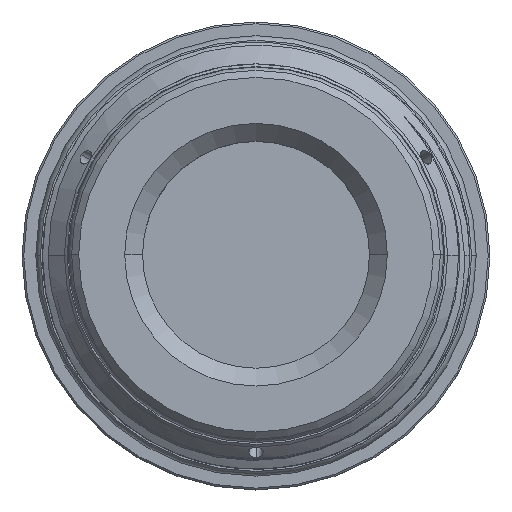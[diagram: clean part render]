
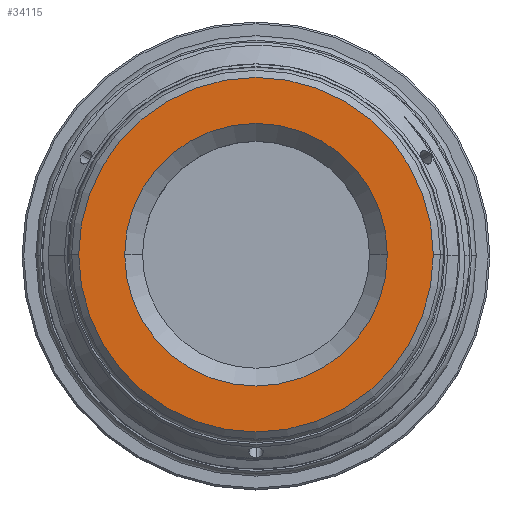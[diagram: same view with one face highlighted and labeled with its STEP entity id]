
A CAD part, top view. The second image highlights one B-rep face of the part: STEP entity #34115.
In plain terms, the highlighted planar face has unit normal (0, 0, 1).
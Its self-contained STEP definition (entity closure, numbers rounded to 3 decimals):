
#2212 = DIRECTION ( 'NONE',  ( 0., 0., -1. ) ) ;
#3571 = EDGE_CURVE ( 'NONE', #9434, #6008, #11396, .T. ) ;
#6008 = VERTEX_POINT ( 'NONE', #51443 ) ;
#6347 = DIRECTION ( 'NONE',  ( 0., 0., -1. ) ) ;
#6394 = CARTESIAN_POINT ( 'NONE',  ( 0., 0., 52.45 ) ) ;
#7195 = PLANE ( 'NONE',  #27697 ) ;
#8746 = EDGE_LOOP ( 'NONE', ( #54287, #52775 ) ) ;
#9434 = VERTEX_POINT ( 'NONE', #19426 ) ;
#10503 = DIRECTION ( 'NONE',  ( 0., 0., -1. ) ) ;
#10539 = DIRECTION ( 'NONE',  ( 0., 0., -1. ) ) ;
#11148 = AXIS2_PLACEMENT_3D ( 'NONE', #44418, #10503, #15912 ) ;
#11396 = CIRCLE ( 'NONE', #31906, 19.84 ) ;
#12952 = AXIS2_PLACEMENT_3D ( 'NONE', #58051, #6347, #15948 ) ;
#15912 = DIRECTION ( 'NONE',  ( -1., 0., 0. ) ) ;
#15948 = DIRECTION ( 'NONE',  ( -1., 0., 0. ) ) ;
#18769 = ORIENTED_EDGE ( 'NONE', *, *, #49912, .T. ) ;
#18790 = CARTESIAN_POINT ( 'NONE',  ( 0., 0., 52.45 ) ) ;
#19426 = CARTESIAN_POINT ( 'NONE',  ( 19.84, 0., 52.45 ) ) ;
#20765 = DIRECTION ( 'NONE',  ( -1., 0., 0. ) ) ;
#21829 = VERTEX_POINT ( 'NONE', #50824 ) ;
#24073 = ORIENTED_EDGE ( 'NONE', *, *, #40886, .T. ) ;
#24898 = DIRECTION ( 'NONE',  ( -1., 0., 0. ) ) ;
#25427 = EDGE_LOOP ( 'NONE', ( #18769, #24073 ) ) ;
#25510 = CARTESIAN_POINT ( 'NONE',  ( 0., 0., 52.45 ) ) ;
#27697 = AXIS2_PLACEMENT_3D ( 'NONE', #6394, #2212, #20765 ) ;
#31906 = AXIS2_PLACEMENT_3D ( 'NONE', #18790, #48198, #57798 ) ;
#34115 = ADVANCED_FACE ( 'NONE', ( #55011, #60223 ), #7195, .F. ) ;
#40886 = EDGE_CURVE ( 'NONE', #21829, #47833, #47955, .T. ) ;
#44418 = CARTESIAN_POINT ( 'NONE',  ( 0., 0., 52.45 ) ) ;
#47231 = AXIS2_PLACEMENT_3D ( 'NONE', #25510, #10539, #24898 ) ;
#47833 = VERTEX_POINT ( 'NONE', #57625 ) ;
#47955 = CIRCLE ( 'NONE', #11148, 14.7 ) ;
#48198 = DIRECTION ( 'NONE',  ( 0., 0., -1. ) ) ;
#49912 = EDGE_CURVE ( 'NONE', #47833, #21829, #54984, .T. ) ;
#49993 = EDGE_CURVE ( 'NONE', #6008, #9434, #55762, .T. ) ;
#50824 = CARTESIAN_POINT ( 'NONE',  ( -14.7, 0., 52.45 ) ) ;
#51443 = CARTESIAN_POINT ( 'NONE',  ( -19.84, 0., 52.45 ) ) ;
#52775 = ORIENTED_EDGE ( 'NONE', *, *, #3571, .F. ) ;
#54287 = ORIENTED_EDGE ( 'NONE', *, *, #49993, .F. ) ;
#54984 = CIRCLE ( 'NONE', #12952, 14.7 ) ;
#55011 = FACE_BOUND ( 'NONE', #25427, .T. ) ;
#55762 = CIRCLE ( 'NONE', #47231, 19.84 ) ;
#57625 = CARTESIAN_POINT ( 'NONE',  ( 14.7, 0., 52.45 ) ) ;
#57798 = DIRECTION ( 'NONE',  ( -1., 0., 0. ) ) ;
#58051 = CARTESIAN_POINT ( 'NONE',  ( 0., 0., 52.45 ) ) ;
#60223 = FACE_OUTER_BOUND ( 'NONE', #8746, .T. ) ;
